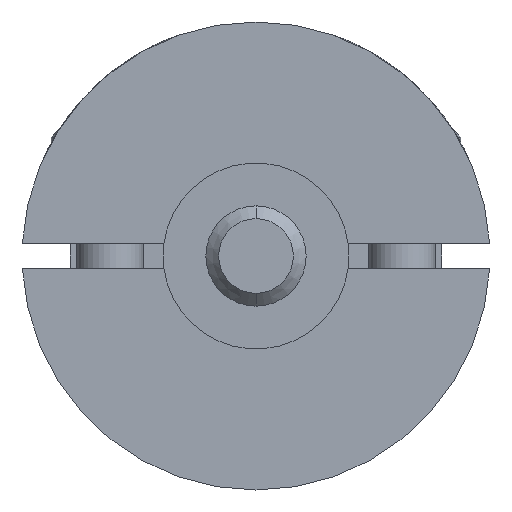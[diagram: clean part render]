
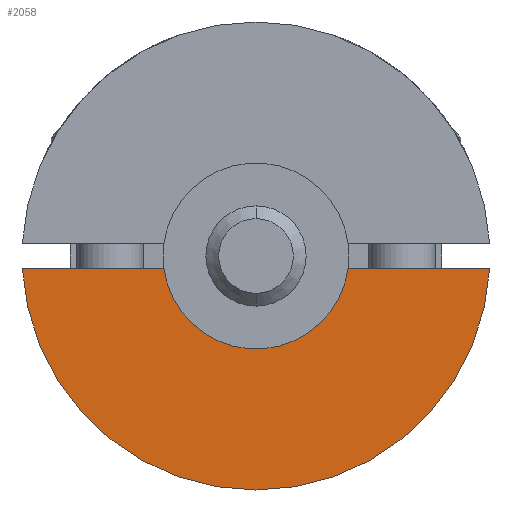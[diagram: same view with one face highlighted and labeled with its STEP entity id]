
A CAD part, front view. The second image highlights one B-rep face of the part: STEP entity #2058.
In plain terms, the highlighted planar face has unit normal (0, -1, 0).
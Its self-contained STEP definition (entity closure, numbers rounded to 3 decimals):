
#740=DIRECTION('',(1.,0.,0.));
#741=VECTOR('',#740,8.464);
#742=CARTESIAN_POINT('',(5.51,-5.499,-0.762));
#743=LINE('',#742,#741);
#744=CARTESIAN_POINT('',(0.,-5.499,0.));
#745=DIRECTION('',(0.,1.,0.));
#746=DIRECTION('',(0.999,0.,-0.054));
#747=AXIS2_PLACEMENT_3D('',#744,#745,#746);
#749=DIRECTION('',(1.,0.,0.));
#750=VECTOR('',#749,8.464);
#751=CARTESIAN_POINT('',(-13.975,-5.499,-0.762));
#752=LINE('',#751,#750);
#753=CARTESIAN_POINT('',(0.,-5.499,0.));
#754=DIRECTION('',(0.,-1.,0.));
#755=DIRECTION('',(-0.991,0.,-0.137));
#756=AXIS2_PLACEMENT_3D('',#753,#754,#755);
#1126=CARTESIAN_POINT('',(5.51,-5.499,-0.762));
#1127=CARTESIAN_POINT('',(13.975,-5.499,-0.762));
#1128=VERTEX_POINT('',#1126);
#1129=VERTEX_POINT('',#1127);
#1130=CARTESIAN_POINT('',(-13.975,-5.499,-0.762));
#1131=VERTEX_POINT('',#1130);
#1132=CARTESIAN_POINT('',(-5.51,-5.499,-0.762));
#1133=VERTEX_POINT('',#1132);
#2045=CARTESIAN_POINT('',(0.,-5.499,0.));
#2046=DIRECTION('',(0.,1.,0.));
#2047=DIRECTION('',(1.,0.,0.));
#2048=AXIS2_PLACEMENT_3D('',#2045,#2046,#2047);
#2049=PLANE('',#2048);
#2050=ORIENTED_EDGE('',*,*,#1549,.T.);
#2052=ORIENTED_EDGE('',*,*,#2051,.T.);
#2053=ORIENTED_EDGE('',*,*,#1956,.T.);
#2055=ORIENTED_EDGE('',*,*,#2054,.T.);
#2056=EDGE_LOOP('',(#2050,#2052,#2053,#2055));
#2057=FACE_OUTER_BOUND('',#2056,.F.);
#2058=ADVANCED_FACE('',(#2057),#2049,.F.);
#748=CIRCLE('',#747,13.995);
#757=CIRCLE('',#756,5.563);
#1549=EDGE_CURVE('',#1128,#1129,#743,.T.);
#1956=EDGE_CURVE('',#1131,#1133,#752,.T.);
#2051=EDGE_CURVE('',#1129,#1131,#748,.T.);
#2054=EDGE_CURVE('',#1133,#1128,#757,.T.);
